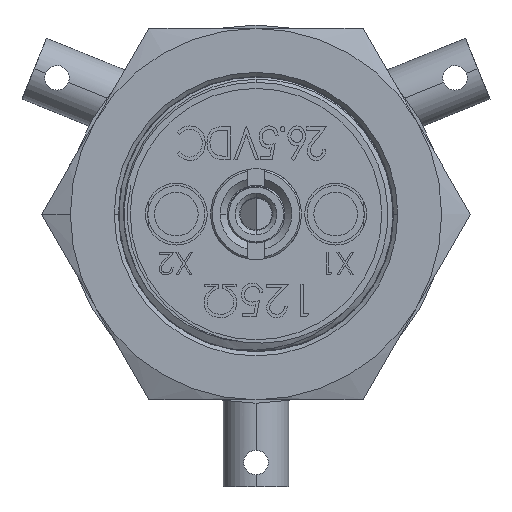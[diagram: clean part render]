
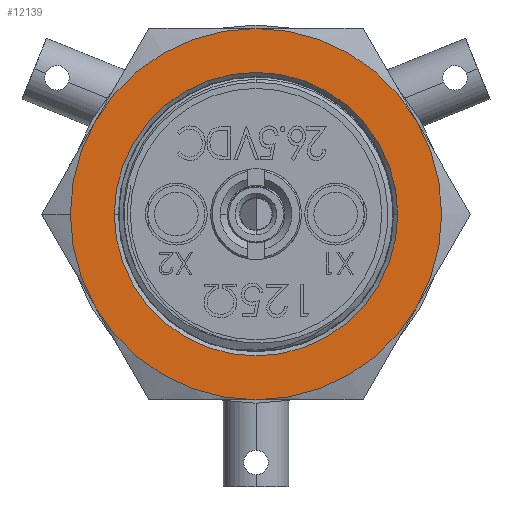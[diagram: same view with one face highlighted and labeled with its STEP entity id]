
A CAD part, front view. The second image highlights one B-rep face of the part: STEP entity #12139.
In plain terms, the highlighted planar face has unit normal (0, -1, 0).
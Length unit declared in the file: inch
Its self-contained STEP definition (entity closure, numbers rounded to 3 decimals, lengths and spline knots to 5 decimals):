
#784 = DIRECTION ( 'NONE',  ( 1., 0., 0. ) ) ;
#930 = ORIENTED_EDGE ( 'NONE', *, *, #24919, .F. ) ;
#1082 = DIRECTION ( 'NONE',  ( 1., 0., 0. ) ) ;
#1252 = CARTESIAN_POINT ( 'NONE',  ( 0., -0.56365, 0. ) ) ;
#1740 = CIRCLE ( 'NONE', #11179, 0.40581 ) ;
#1959 = VERTEX_POINT ( 'NONE', #6686 ) ;
#2041 = FACE_OUTER_BOUND ( 'NONE', #31356, .T. ) ;
#2263 = DIRECTION ( 'NONE',  ( 1., 0., 0. ) ) ;
#2909 = CARTESIAN_POINT ( 'NONE',  ( 0., -0.56365, 0. ) ) ;
#3241 = EDGE_CURVE ( 'NONE', #34780, #35122, #19374, .T. ) ;
#4337 = DIRECTION ( 'NONE',  ( 1., 0., 0. ) ) ;
#4340 = CARTESIAN_POINT ( 'NONE',  ( -0.46029, -0.56365, -0.26575 ) ) ;
#5389 = CIRCLE ( 'NONE', #11322, 0.40581 ) ;
#5849 = EDGE_CURVE ( 'NONE', #1959, #26059, #5389, .T. ) ;
#5912 = ORIENTED_EDGE ( 'NONE', *, *, #27564, .F. ) ;
#6011 = DIRECTION ( 'NONE',  ( 1., 0., 0. ) ) ;
#6318 = CARTESIAN_POINT ( 'NONE',  ( 0.46029, -0.56365, 0.26575 ) ) ;
#6331 = CIRCLE ( 'NONE', #24475, 0.5315 ) ;
#6552 = CARTESIAN_POINT ( 'NONE',  ( 0., -0.56365, 0. ) ) ;
#6686 = CARTESIAN_POINT ( 'NONE',  ( -0.40581, -0.56365, 0. ) ) ;
#6692 = VERTEX_POINT ( 'NONE', #11137 ) ;
#7210 = CIRCLE ( 'NONE', #35634, 0.5315 ) ;
#7665 = CARTESIAN_POINT ( 'NONE',  ( -0.5315, -0.56365, 0. ) ) ;
#7758 = EDGE_CURVE ( 'NONE', #16164, #39535, #30497, .T. ) ;
#8125 = ORIENTED_EDGE ( 'NONE', *, *, #36285, .F. ) ;
#8877 = CARTESIAN_POINT ( 'NONE',  ( 0.46029, -0.56365, -0.26575 ) ) ;
#9668 = DIRECTION ( 'NONE',  ( 1., 0., 0. ) ) ;
#9708 = CARTESIAN_POINT ( 'NONE',  ( 0.61372, -0.56365, 0. ) ) ;
#10561 = DIRECTION ( 'NONE',  ( 0., 1., 0. ) ) ;
#11137 = CARTESIAN_POINT ( 'NONE',  ( 0., -0.56365, -0.5315 ) ) ;
#11179 = AXIS2_PLACEMENT_3D ( 'NONE', #2909, #24434, #6011 ) ;
#11218 = FACE_BOUND ( 'NONE', #25596, .T. ) ;
#11322 = AXIS2_PLACEMENT_3D ( 'NONE', #30686, #12304, #33810 ) ;
#12047 = ORIENTED_EDGE ( 'NONE', *, *, #7758, .T. ) ;
#12139 = ADVANCED_FACE ( 'NONE', ( #11218, #2041 ), #34176, .T. ) ;
#12304 = DIRECTION ( 'NONE',  ( 0., 1., 0. ) ) ;
#12812 = DIRECTION ( 'NONE',  ( 1., 0., 0. ) ) ;
#13410 = EDGE_CURVE ( 'NONE', #16164, #29775, #7210, .T. ) ;
#14541 = DIRECTION ( 'NONE',  ( 0., 1., 0. ) ) ;
#14912 = ORIENTED_EDGE ( 'NONE', *, *, #5849, .T. ) ;
#16164 = VERTEX_POINT ( 'NONE', #6318 ) ;
#17148 = AXIS2_PLACEMENT_3D ( 'NONE', #1252, #22798, #4337 ) ;
#19255 = DIRECTION ( 'NONE',  ( 0., 1., 0. ) ) ;
#19374 = CIRCLE ( 'NONE', #24252, 0.5315 ) ;
#19560 = DIRECTION ( 'NONE',  ( 0., 1., 0. ) ) ;
#20737 = DIRECTION ( 'NONE',  ( 0., -1., 0. ) ) ;
#21948 = ORIENTED_EDGE ( 'NONE', *, *, #3241, .F. ) ;
#22277 = AXIS2_PLACEMENT_3D ( 'NONE', #37929, #19560, #1082 ) ;
#22798 = DIRECTION ( 'NONE',  ( 0., 1., 0. ) ) ;
#22852 = CIRCLE ( 'NONE', #17148, 0.5315 ) ;
#24252 = AXIS2_PLACEMENT_3D ( 'NONE', #6552, #28102, #9668 ) ;
#24434 = DIRECTION ( 'NONE',  ( 0., 1., 0. ) ) ;
#24475 = AXIS2_PLACEMENT_3D ( 'NONE', #29002, #10561, #32093 ) ;
#24482 = ORIENTED_EDGE ( 'NONE', *, *, #26892, .T. ) ;
#24919 = EDGE_CURVE ( 'NONE', #6692, #38966, #29260, .T. ) ;
#25066 = ORIENTED_EDGE ( 'NONE', *, *, #13410, .F. ) ;
#25596 = EDGE_LOOP ( 'NONE', ( #24482, #14912 ) ) ;
#26059 = VERTEX_POINT ( 'NONE', #37697 ) ;
#26892 = EDGE_CURVE ( 'NONE', #26059, #1959, #1740, .T. ) ;
#27216 = AXIS2_PLACEMENT_3D ( 'NONE', #39107, #20737, #2263 ) ;
#27564 = EDGE_CURVE ( 'NONE', #29775, #6692, #22852, .T. ) ;
#28102 = DIRECTION ( 'NONE',  ( 0., 1., 0. ) ) ;
#28119 = AXIS2_PLACEMENT_3D ( 'NONE', #32974, #14541, #36082 ) ;
#28173 = AXIS2_PLACEMENT_3D ( 'NONE', #9708, #31192, #12812 ) ;
#29002 = CARTESIAN_POINT ( 'NONE',  ( 0., -0.56365, 0. ) ) ;
#29260 = CIRCLE ( 'NONE', #28119, 0.5315 ) ;
#29775 = VERTEX_POINT ( 'NONE', #8877 ) ;
#30497 = CIRCLE ( 'NONE', #27216, 0.5315 ) ;
#30686 = CARTESIAN_POINT ( 'NONE',  ( 0., -0.56365, 0. ) ) ;
#31027 = CARTESIAN_POINT ( 'NONE',  ( -0.46029, -0.56365, 0.26575 ) ) ;
#31192 = DIRECTION ( 'NONE',  ( 0., -1., 0. ) ) ;
#31356 = EDGE_LOOP ( 'NONE', ( #5912, #25066, #12047, #38517, #21948, #8125, #930 ) ) ;
#31505 = EDGE_CURVE ( 'NONE', #35122, #39535, #6331, .T. ) ;
#32093 = DIRECTION ( 'NONE',  ( 1., 0., 0. ) ) ;
#32974 = CARTESIAN_POINT ( 'NONE',  ( 0., -0.56365, 0. ) ) ;
#33810 = DIRECTION ( 'NONE',  ( 1., 0., 0. ) ) ;
#34176 = PLANE ( 'NONE',  #28173 ) ;
#34780 = VERTEX_POINT ( 'NONE', #7665 ) ;
#34840 = CIRCLE ( 'NONE', #22277, 0.5315 ) ;
#35122 = VERTEX_POINT ( 'NONE', #31027 ) ;
#35634 = AXIS2_PLACEMENT_3D ( 'NONE', #37653, #19255, #784 ) ;
#36082 = DIRECTION ( 'NONE',  ( 1., 0., 0. ) ) ;
#36285 = EDGE_CURVE ( 'NONE', #38966, #34780, #34840, .T. ) ;
#37653 = CARTESIAN_POINT ( 'NONE',  ( 0., -0.56365, 0. ) ) ;
#37697 = CARTESIAN_POINT ( 'NONE',  ( 0.40581, -0.56365, 0. ) ) ;
#37929 = CARTESIAN_POINT ( 'NONE',  ( 0., -0.56365, 0. ) ) ;
#38517 = ORIENTED_EDGE ( 'NONE', *, *, #31505, .F. ) ;
#38966 = VERTEX_POINT ( 'NONE', #4340 ) ;
#39107 = CARTESIAN_POINT ( 'NONE',  ( 0., -0.56365, 0. ) ) ;
#39357 = CARTESIAN_POINT ( 'NONE',  ( 0., -0.56365, 0.5315 ) ) ;
#39535 = VERTEX_POINT ( 'NONE', #39357 ) ;
